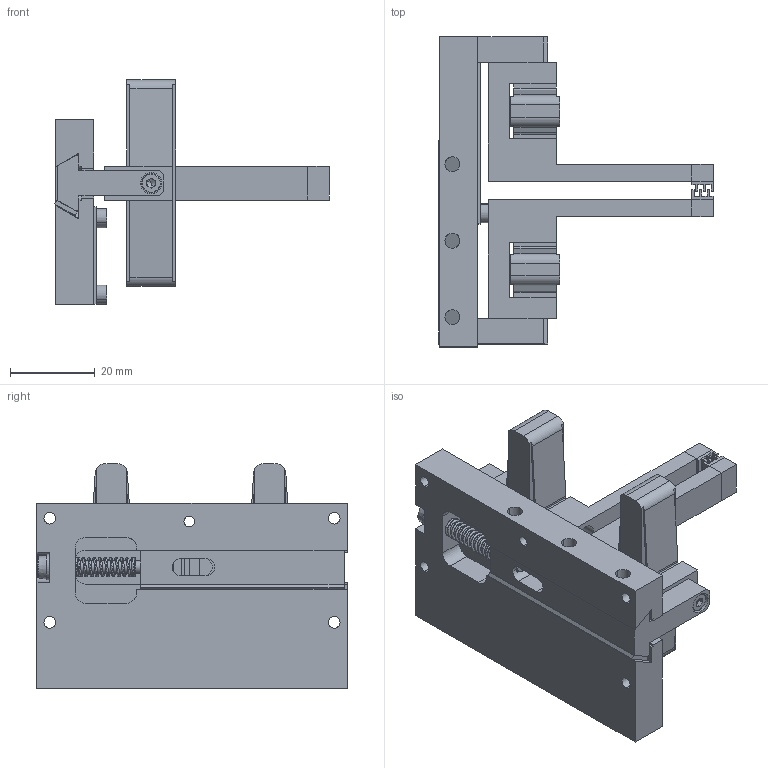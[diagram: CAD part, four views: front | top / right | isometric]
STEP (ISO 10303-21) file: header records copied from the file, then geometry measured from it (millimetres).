
FILE_DESCRIPTION (( 'STEP AP203' ), '1' );
FILE_NAME ('012567_ICD_FAPS_400M.STEP', '2018-11-21T16:27:41', ( '' ), ( '' ), 'SwSTEP 2.0', 'SolidWorks 2016', '' );
FILE_SCHEMA (( 'CONFIG_CONTROL_DESIGN' ));
Length unit declared in the file: millimetre
Products named in the file (19): 012906_Ressort Rattrapage de jeux; 012563_Bati; 012560_Bras_de_levier_ICD; Vis A2(50) CHc M02.5 - 010.0 - 010.0_Simplifi‚; 000082_PCB; 000912_PAss APA400M 02 +0.000; 012567_ICD_FAPS_400M; 012561_Lame; Vis A4(70) CHc M02.5 - 004.0 - 004.0_Simplifi‚; Vis A2(50) CHc M02.5 - 004.0 - 004.0_Simplifi‚; 012559_Embout; 000084_Pion; 012558_Vis FHc M1.6 - 8 - 8 (DIN7991)_Shematique; Vis A2(50) Hc plat M03.0 - 005.0_Simplifie; 012565_Amplificateur_mecanique_ICD; Vis A2(50) C M03.0 - 030.0 - 030.0_Simplifie; 012562_Shutter tungstene; Rondelle A2(50) Z 03.0 (NFE25514); 012564_Support Mobile
Assembly tree (28 placements, depth 3):
  012567_ICD_FAPS_400M
    012565_Amplificateur_mecanique_ICD  x2
      012560_Bras_de_levier_ICD
      000912_PAss APA400M 02 +0.000
      Vis A4(70) CHc M02.5 - 004.0 - 004.0_Simplifi‚
      012559_Embout
      012558_Vis FHc M1.6 - 8 - 8 (DIN7991)_Shematique
    012562_Shutter tungstene  x2
    012564_Support Mobile
    012563_Bati
    000082_PCB
    012561_Lame
    Vis A2(50) CHc M02.5 - 004.0 - 004.0_Simplifi‚  x4
    000084_Pion  x3
    Vis A2(50) Hc plat M03.0 - 005.0_Simplifie  x3
    Vis A2(50) C M03.0 - 030.0 - 030.0_Simplifie
    Rondelle A2(50) Z 03.0 (NFE25514)
    012906_Ressort Rattrapage de jeux
    Vis A2(50) CHc M02.5 - 010.0 - 010.0_Simplifi‚  x2
Bounding box: 64.57 x 73 x 52.83 mm (x, y, z)
Volume: 42007.6 mm3; surface area: 32180.6 mm2
Topology: 31 solids, 31 shells, 743 faces, 1833 edges, 1151 vertices
Faces by surface type: plane 398, cylinder 227, cone 74, torus 38, bspline 6
Entity records: 21999 total; most frequent: CARTESIAN_POINT 8674, DIRECTION 2383, ORIENTED_EDGE 2226, EDGE_CURVE 1113, AXIS2_PLACEMENT_3D 859, VERTEX_POINT 719, LINE 665, VECTOR 665
